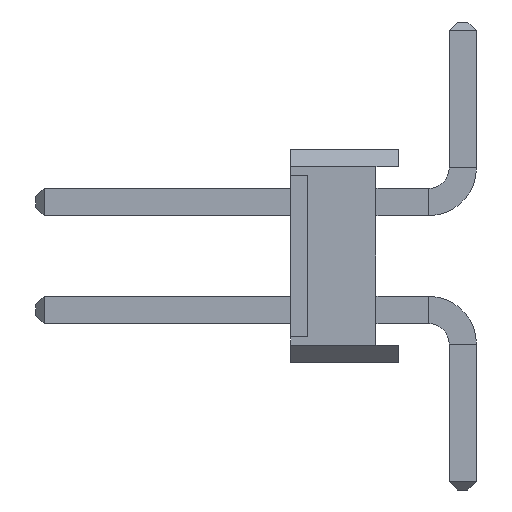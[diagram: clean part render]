
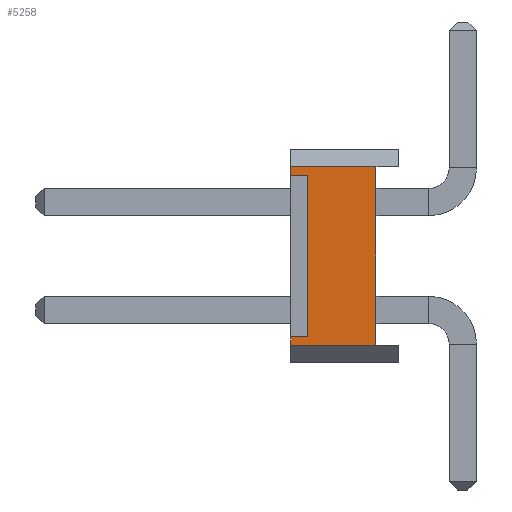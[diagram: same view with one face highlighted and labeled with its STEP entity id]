
A CAD part, left-side view. The second image highlights one B-rep face of the part: STEP entity #5258.
In plain terms, the highlighted planar face has unit normal (-1, 0, 0).
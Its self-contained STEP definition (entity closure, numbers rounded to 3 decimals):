
#133 = EDGE_LOOP ( 'NONE', ( #8236, #25562, #19636, #3234, #9598, #3755, #18705, #28024 ) ) ;
#1705 = CARTESIAN_POINT ( 'NONE',  ( -1.27, 2.54, -2.1 ) ) ;
#1813 = DIRECTION ( 'NONE',  ( 1., 0., 0. ) ) ;
#2153 = CARTESIAN_POINT ( 'NONE',  ( -1.27, 2.14, 1.9 ) ) ;
#2564 = VECTOR ( 'NONE', #25294, 1000. ) ;
#3026 = DIRECTION ( 'NONE',  ( 0., 0., 1. ) ) ;
#3234 = ORIENTED_EDGE ( 'NONE', *, *, #8441, .T. ) ;
#3755 = ORIENTED_EDGE ( 'NONE', *, *, #9808, .F. ) ;
#4266 = EDGE_CURVE ( 'NONE', #21414, #16384, #21532, .T. ) ;
#4843 = CARTESIAN_POINT ( 'NONE',  ( -1.27, 0.54, 2.1 ) ) ;
#5258 = ADVANCED_FACE ( 'NONE', ( #32896 ), #6531, .F. ) ;
#5380 = VERTEX_POINT ( 'NONE', #2153 ) ;
#6531 = PLANE ( 'NONE',  #11277 ) ;
#7214 = VECTOR ( 'NONE', #13169, 1000. ) ;
#7345 = VERTEX_POINT ( 'NONE', #21513 ) ;
#7356 = CARTESIAN_POINT ( 'NONE',  ( -1.27, 2.54, -2.1 ) ) ;
#7981 = DIRECTION ( 'NONE',  ( 0., -1., 0. ) ) ;
#8236 = ORIENTED_EDGE ( 'NONE', *, *, #15480, .F. ) ;
#8441 = EDGE_CURVE ( 'NONE', #21414, #31086, #23153, .T. ) ;
#8766 = CARTESIAN_POINT ( 'NONE',  ( -1.27, 2.54, 2.1 ) ) ;
#8980 = EDGE_CURVE ( 'NONE', #13579, #31086, #13199, .T. ) ;
#9598 = ORIENTED_EDGE ( 'NONE', *, *, #8980, .F. ) ;
#9808 = EDGE_CURVE ( 'NONE', #29379, #13579, #12814, .T. ) ;
#11270 = VECTOR ( 'NONE', #3026, 1000. ) ;
#11277 = AXIS2_PLACEMENT_3D ( 'NONE', #1705, #1813, #23256 ) ;
#11957 = DIRECTION ( 'NONE',  ( 0., -1., 0. ) ) ;
#12284 = CARTESIAN_POINT ( 'NONE',  ( -1.27, 2.14, -1.9 ) ) ;
#12814 = LINE ( 'NONE', #20044, #22679 ) ;
#13169 = DIRECTION ( 'NONE',  ( 0., 0., 1. ) ) ;
#13199 = LINE ( 'NONE', #4843, #15251 ) ;
#13579 = VERTEX_POINT ( 'NONE', #31358 ) ;
#14407 = CARTESIAN_POINT ( 'NONE',  ( -1.27, 2.14, 1.9 ) ) ;
#15251 = VECTOR ( 'NONE', #15508, 1000. ) ;
#15480 = EDGE_CURVE ( 'NONE', #23807, #5380, #30694, .T. ) ;
#15508 = DIRECTION ( 'NONE',  ( 0., 0., -1. ) ) ;
#16183 = VECTOR ( 'NONE', #7981, 1000. ) ;
#16384 = VERTEX_POINT ( 'NONE', #31517 ) ;
#18367 = VECTOR ( 'NONE', #30219, 1000. ) ;
#18705 = ORIENTED_EDGE ( 'NONE', *, *, #19577, .F. ) ;
#19577 = EDGE_CURVE ( 'NONE', #7345, #29379, #28719, .T. ) ;
#19636 = ORIENTED_EDGE ( 'NONE', *, *, #4266, .F. ) ;
#20044 = CARTESIAN_POINT ( 'NONE',  ( -1.27, 2.54, 2.1 ) ) ;
#21049 = CARTESIAN_POINT ( 'NONE',  ( -1.27, 2.54, -2.1 ) ) ;
#21200 = EDGE_CURVE ( 'NONE', #23807, #16384, #23823, .T. ) ;
#21414 = VERTEX_POINT ( 'NONE', #7356 ) ;
#21513 = CARTESIAN_POINT ( 'NONE',  ( -1.27, 2.54, 1.9 ) ) ;
#21532 = LINE ( 'NONE', #22416, #2564 ) ;
#22164 = VECTOR ( 'NONE', #22251, 1000. ) ;
#22251 = DIRECTION ( 'NONE',  ( 0., 1., 0. ) ) ;
#22416 = CARTESIAN_POINT ( 'NONE',  ( -1.27, 2.54, -2.1 ) ) ;
#22679 = VECTOR ( 'NONE', #11957, 1000. ) ;
#23153 = LINE ( 'NONE', #21049, #16183 ) ;
#23256 = DIRECTION ( 'NONE',  ( 0., 0., -1. ) ) ;
#23807 = VERTEX_POINT ( 'NONE', #12284 ) ;
#23823 = LINE ( 'NONE', #29904, #22164 ) ;
#24292 = CARTESIAN_POINT ( 'NONE',  ( -1.27, 0.54, -2.1 ) ) ;
#25294 = DIRECTION ( 'NONE',  ( 0., 0., 1. ) ) ;
#25562 = ORIENTED_EDGE ( 'NONE', *, *, #21200, .T. ) ;
#28024 = ORIENTED_EDGE ( 'NONE', *, *, #33488, .F. ) ;
#28491 = CARTESIAN_POINT ( 'NONE',  ( -1.27, 2.54, -2.1 ) ) ;
#28719 = LINE ( 'NONE', #28491, #7214 ) ;
#29379 = VERTEX_POINT ( 'NONE', #8766 ) ;
#29904 = CARTESIAN_POINT ( 'NONE',  ( -1.27, 2.14, -1.9 ) ) ;
#30219 = DIRECTION ( 'NONE',  ( 0., 1., 0. ) ) ;
#30694 = LINE ( 'NONE', #32229, #11270 ) ;
#31086 = VERTEX_POINT ( 'NONE', #24292 ) ;
#31173 = LINE ( 'NONE', #14407, #18367 ) ;
#31358 = CARTESIAN_POINT ( 'NONE',  ( -1.27, 0.54, 2.1 ) ) ;
#31517 = CARTESIAN_POINT ( 'NONE',  ( -1.27, 2.54, -1.9 ) ) ;
#32229 = CARTESIAN_POINT ( 'NONE',  ( -1.27, 2.14, -1.9 ) ) ;
#32896 = FACE_OUTER_BOUND ( 'NONE', #133, .T. ) ;
#33488 = EDGE_CURVE ( 'NONE', #5380, #7345, #31173, .T. ) ;
